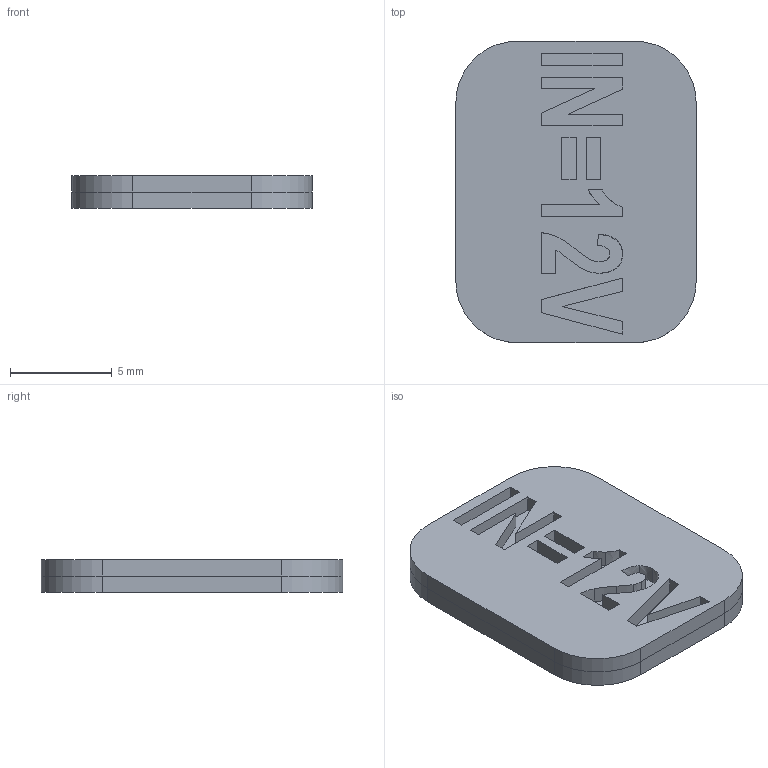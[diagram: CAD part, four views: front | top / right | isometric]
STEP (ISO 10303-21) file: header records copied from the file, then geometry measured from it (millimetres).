
FILE_DESCRIPTION(('STEP AP214'), '1');
FILE_NAME('name_panel_3', '', ('UNSPECIFIED'), ('UNSPECIFIED'), 'C3D Converter', 'C3D Toolkit', '');
FILE_SCHEMA(('AUTOMOTIVE_DESIGN { 1 0 10303 214 3 1 1}'));
Length unit declared in the file: millimetre
Bounding box: 11.8 x 14.8 x 1.6 mm (x, y, z)
Volume: 248.5 mm3; surface area: 765.1 mm2
Topology: 2 solids, 2 shells, 78 faces, 222 edges, 148 vertices
Faces by surface type: plane 50, extrusion 20, cylinder 8
Entity records: 3240 total; most frequent: CARTESIAN_POINT 569, ORIENTED_EDGE 444, DIRECTION 336, EDGE_CURVE 222, VECTOR 186, LINE 166, VERTEX_POINT 148, FACE_BOUND 92
